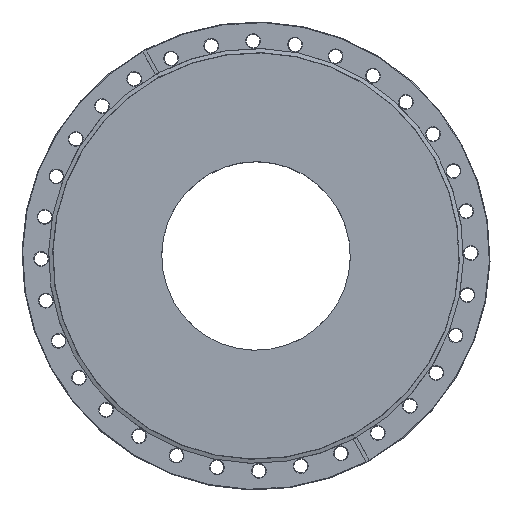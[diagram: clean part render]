
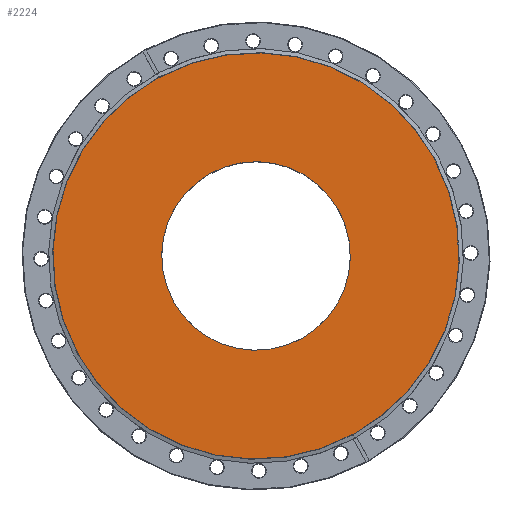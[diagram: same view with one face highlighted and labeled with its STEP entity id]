
A CAD part, top view. The second image highlights one B-rep face of the part: STEP entity #2224.
In plain terms, the highlighted face is planar.
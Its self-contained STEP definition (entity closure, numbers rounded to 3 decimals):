
#9 = VERTEX_POINT ( 'NONE', #5931 ) ;
#528 = FACE_OUTER_BOUND ( 'NONE', #7553, .T. ) ;
#909 = AXIS2_PLACEMENT_3D ( 'NONE', #3705, #9681, #4564 ) ;
#1083 = CARTESIAN_POINT ( 'NONE',  ( -159.8, 26.8, 0. ) ) ;
#1478 = EDGE_CURVE ( 'NONE', #5983, #5512, #5005, .T. ) ;
#1637 = AXIS2_PLACEMENT_3D ( 'NONE', #1083, #9667, #4549 ) ;
#1991 = CIRCLE ( 'NONE', #2931, 74.2 ) ;
#2224 = ADVANCED_FACE ( 'NONE', ( #8178, #528 ), #9625, .F. ) ;
#2298 = ORIENTED_EDGE ( 'NONE', *, *, #4120, .T. ) ;
#2338 = CARTESIAN_POINT ( 'NONE',  ( 0., 26.8, 0. ) ) ;
#2374 = ORIENTED_EDGE ( 'NONE', *, *, #7186, .F. ) ;
#2931 = AXIS2_PLACEMENT_3D ( 'NONE', #8367, #3256, #9233 ) ;
#3201 = ORIENTED_EDGE ( 'NONE', *, *, #1478, .F. ) ;
#3203 = DIRECTION ( 'NONE',  ( 0., 0., -1. ) ) ;
#3226 = CARTESIAN_POINT ( 'NONE',  ( 0., 26.8, -159.8 ) ) ;
#3256 = DIRECTION ( 'NONE',  ( 0., -1., 0. ) ) ;
#3594 = DIRECTION ( 'NONE',  ( 0., -1., 0. ) ) ;
#3705 = CARTESIAN_POINT ( 'NONE',  ( 0., 26.8, 0. ) ) ;
#4120 = EDGE_CURVE ( 'NONE', #9, #4891, #1991, .T. ) ;
#4549 = DIRECTION ( 'NONE',  ( 0., 0., -1. ) ) ;
#4564 = DIRECTION ( 'NONE',  ( 0., 0., -1. ) ) ;
#4726 = CARTESIAN_POINT ( 'NONE',  ( 0., 26.8, -74.2 ) ) ;
#4891 = VERTEX_POINT ( 'NONE', #4726 ) ;
#5005 = CIRCLE ( 'NONE', #8224, 159.8 ) ;
#5512 = VERTEX_POINT ( 'NONE', #3226 ) ;
#5655 = AXIS2_PLACEMENT_3D ( 'NONE', #2338, #8327, #3203 ) ;
#5931 = CARTESIAN_POINT ( 'NONE',  ( 0., 26.8, 74.2 ) ) ;
#5983 = VERTEX_POINT ( 'NONE', #9787 ) ;
#6478 = EDGE_LOOP ( 'NONE', ( #6587, #2298 ) ) ;
#6587 = ORIENTED_EDGE ( 'NONE', *, *, #8578, .T. ) ;
#7186 = EDGE_CURVE ( 'NONE', #5512, #5983, #7700, .T. ) ;
#7553 = EDGE_LOOP ( 'NONE', ( #3201, #2374 ) ) ;
#7700 = CIRCLE ( 'NONE', #5655, 159.8 ) ;
#8178 = FACE_BOUND ( 'NONE', #6478, .T. ) ;
#8224 = AXIS2_PLACEMENT_3D ( 'NONE', #8718, #3594, #9556 ) ;
#8327 = DIRECTION ( 'NONE',  ( 0., -1., 0. ) ) ;
#8367 = CARTESIAN_POINT ( 'NONE',  ( 0., 26.8, 0. ) ) ;
#8578 = EDGE_CURVE ( 'NONE', #4891, #9, #10995, .T. ) ;
#8718 = CARTESIAN_POINT ( 'NONE',  ( 0., 26.8, 0. ) ) ;
#9233 = DIRECTION ( 'NONE',  ( 0., 0., -1. ) ) ;
#9556 = DIRECTION ( 'NONE',  ( 0., 0., -1. ) ) ;
#9625 = PLANE ( 'NONE',  #1637 ) ;
#9667 = DIRECTION ( 'NONE',  ( 0., -1., 0. ) ) ;
#9681 = DIRECTION ( 'NONE',  ( 0., -1., 0. ) ) ;
#9787 = CARTESIAN_POINT ( 'NONE',  ( 0., 26.8, 159.8 ) ) ;
#10995 = CIRCLE ( 'NONE', #909, 74.2 ) ;
